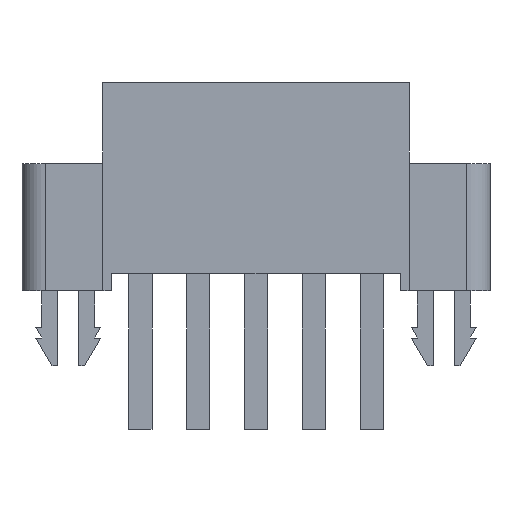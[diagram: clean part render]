
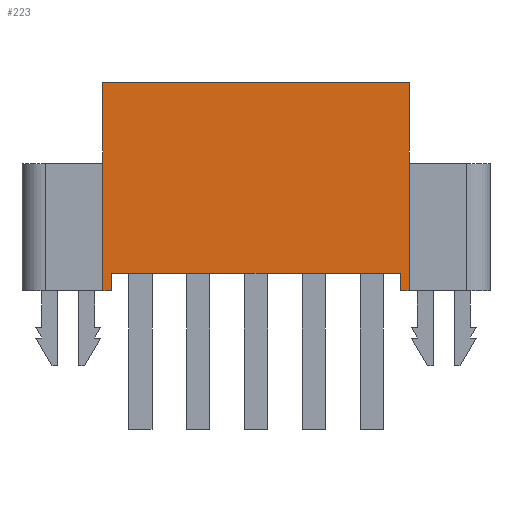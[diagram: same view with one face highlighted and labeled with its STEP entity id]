
A CAD part, front view. The second image highlights one B-rep face of the part: STEP entity #223.
In plain terms, the highlighted planar face has unit normal (0, -1, 0).
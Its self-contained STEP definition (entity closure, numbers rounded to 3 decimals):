
#223 = ADVANCED_FACE('',(#224),#290,.F.);
#224 = FACE_BOUND('',#225,.T.);
#225 = EDGE_LOOP('',(#226,#236,#244,#252,#260,#268,#276,#284));
#226 = ORIENTED_EDGE('',*,*,#227,.F.);
#227 = EDGE_CURVE('',#228,#230,#232,.T.);
#228 = VERTEX_POINT('',#229);
#229 = CARTESIAN_POINT('',(-3.175,-1.53,0.372));
#230 = VERTEX_POINT('',#231);
#231 = CARTESIAN_POINT('',(-3.175,-1.53,-0.009));
#232 = LINE('',#233,#234);
#233 = CARTESIAN_POINT('',(-3.175,-1.53,4.563));
#234 = VECTOR('',#235,1.);
#235 = DIRECTION('',(0.,0.,-1.));
#236 = ORIENTED_EDGE('',*,*,#237,.F.);
#237 = EDGE_CURVE('',#238,#228,#240,.T.);
#238 = VERTEX_POINT('',#239);
#239 = CARTESIAN_POINT('',(3.175,-1.53,0.372));
#240 = LINE('',#241,#242);
#241 = CARTESIAN_POINT('',(-5.144,-1.53,0.372));
#242 = VECTOR('',#243,1.);
#243 = DIRECTION('',(-1.,0.,0.));
#244 = ORIENTED_EDGE('',*,*,#245,.F.);
#245 = EDGE_CURVE('',#246,#238,#248,.T.);
#246 = VERTEX_POINT('',#247);
#247 = CARTESIAN_POINT('',(3.175,-1.53,-0.009));
#248 = LINE('',#249,#250);
#249 = CARTESIAN_POINT('',(3.175,-1.53,4.563));
#250 = VECTOR('',#251,1.);
#251 = DIRECTION('',(0.,0.,1.));
#252 = ORIENTED_EDGE('',*,*,#253,.T.);
#253 = EDGE_CURVE('',#246,#254,#256,.T.);
#254 = VERTEX_POINT('',#255);
#255 = CARTESIAN_POINT('',(3.366,-1.53,-0.009));
#256 = LINE('',#257,#258);
#257 = CARTESIAN_POINT('',(-5.144,-1.53,-0.009));
#258 = VECTOR('',#259,1.);
#259 = DIRECTION('',(1.,0.,0.));
#260 = ORIENTED_EDGE('',*,*,#261,.T.);
#261 = EDGE_CURVE('',#254,#262,#264,.T.);
#262 = VERTEX_POINT('',#263);
#263 = CARTESIAN_POINT('',(3.366,-1.53,4.563));
#264 = LINE('',#265,#266);
#265 = CARTESIAN_POINT('',(3.366,-1.53,-0.009));
#266 = VECTOR('',#267,1.);
#267 = DIRECTION('',(0.,0.,1.));
#268 = ORIENTED_EDGE('',*,*,#269,.F.);
#269 = EDGE_CURVE('',#270,#262,#272,.T.);
#270 = VERTEX_POINT('',#271);
#271 = CARTESIAN_POINT('',(-3.366,-1.53,4.563));
#272 = LINE('',#273,#274);
#273 = CARTESIAN_POINT('',(-5.144,-1.53,4.563));
#274 = VECTOR('',#275,1.);
#275 = DIRECTION('',(1.,0.,0.));
#276 = ORIENTED_EDGE('',*,*,#277,.F.);
#277 = EDGE_CURVE('',#278,#270,#280,.T.);
#278 = VERTEX_POINT('',#279);
#279 = CARTESIAN_POINT('',(-3.366,-1.53,-0.009));
#280 = LINE('',#281,#282);
#281 = CARTESIAN_POINT('',(-3.366,-1.53,-0.009));
#282 = VECTOR('',#283,1.);
#283 = DIRECTION('',(0.,0.,1.));
#284 = ORIENTED_EDGE('',*,*,#285,.T.);
#285 = EDGE_CURVE('',#278,#230,#286,.T.);
#286 = LINE('',#287,#288);
#287 = CARTESIAN_POINT('',(-5.144,-1.53,-0.009));
#288 = VECTOR('',#289,1.);
#289 = DIRECTION('',(1.,0.,0.));
#290 = PLANE('',#291);
#291 = AXIS2_PLACEMENT_3D('',#292,#293,#294);
#292 = CARTESIAN_POINT('',(-5.144,-1.53,4.563));
#293 = DIRECTION('',(0.,1.,0.));
#294 = DIRECTION('',(-1.,0.,0.));
